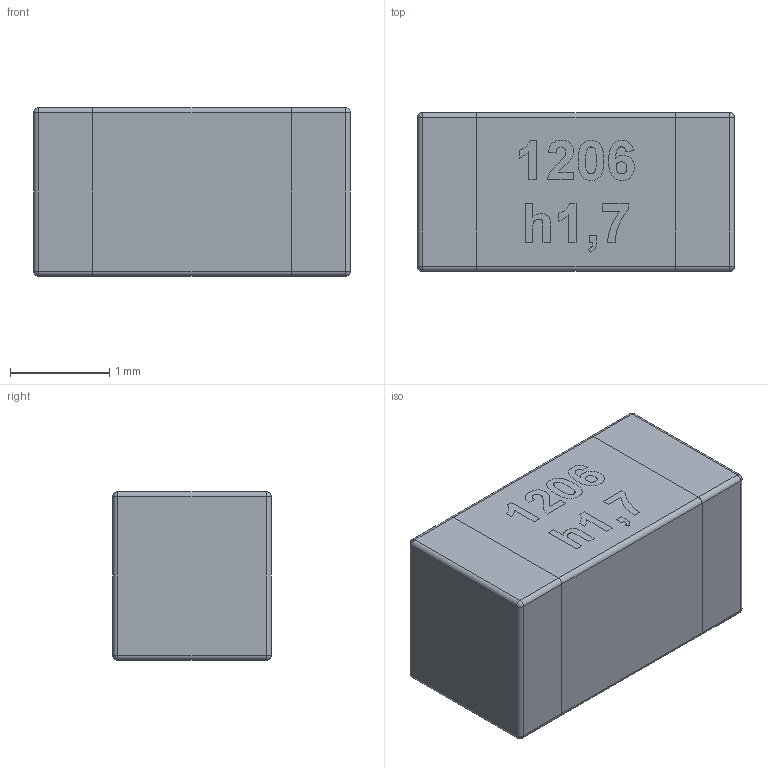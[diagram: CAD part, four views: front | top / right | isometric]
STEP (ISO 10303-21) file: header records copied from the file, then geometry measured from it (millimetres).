
FILE_DESCRIPTION (( 'STEP AP214' ), '1' );
FILE_NAME ('c_1206-h1.7.STEP', '2024-11-26T20:55:03', ( '' ), ( '' ), 'SwSTEP 2.0', 'SolidWorks 2021', '' );
FILE_SCHEMA (( 'AUTOMOTIVE_DESIGN' ));
Length unit declared in the file: millimetre
Products named in the file (1): c_1206-h1.7
Bounding box: 3.2 x 1.6 x 1.7 mm (x, y, z)
Volume: 8.7 mm3; surface area: 36.9 mm2
Topology: 3 solids, 3 shells, 56 faces, 183 edges, 135 vertices
Faces by surface type: plane 28, cylinder 20, sphere 8
Entity records: 3001 total; most frequent: CARTESIAN_POINT 1037, ORIENTED_EDGE 350, DIRECTION 283, EDGE_CURVE 175, VERTEX_POINT 135, AXIS2_PLACEMENT_3D 97, VECTOR 89, LINE 89
